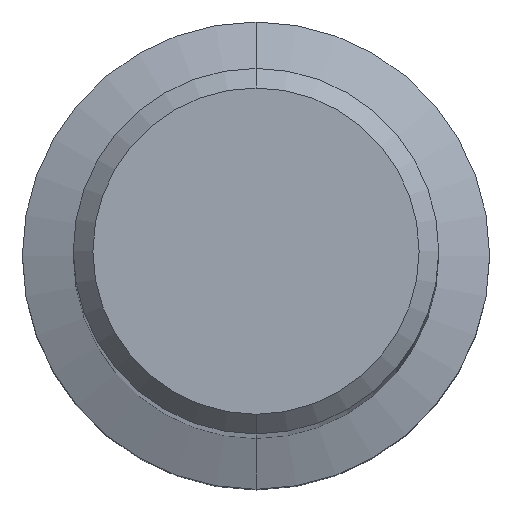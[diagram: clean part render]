
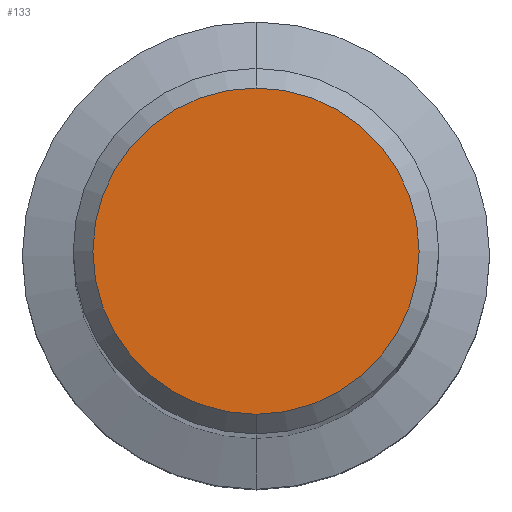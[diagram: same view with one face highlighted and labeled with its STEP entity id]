
A CAD part, top view. The second image highlights one B-rep face of the part: STEP entity #133.
In plain terms, the highlighted planar face has unit normal (0, 0, 1).
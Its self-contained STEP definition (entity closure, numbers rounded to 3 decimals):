
#129=EDGE_CURVE('',#225,#285,#329,.T.);
#133=ADVANCED_FACE('',(#333),#334,.T.);
#225=VERTEX_POINT('',#441);
#267=EDGE_CURVE('',#285,#225,#488,.T.);
#285=VERTEX_POINT('',#508);
#329=CIRCLE('',#545,6.65);
#333=FACE_OUTER_BOUND('',#550,.T.);
#334=PLANE('',#551);
#441=CARTESIAN_POINT('',(0.0,6.65,0.0));
#488=CIRCLE('',#750,6.65);
#508=CARTESIAN_POINT('',(0.,-6.65,0.0));
#545=AXIS2_PLACEMENT_3D('',#807,#808,#809);
#550=EDGE_LOOP('',(#814,#815));
#551=AXIS2_PLACEMENT_3D('',#816,#817,#818);
#750=AXIS2_PLACEMENT_3D('',#1026,#1027,#1028);
#807=CARTESIAN_POINT('',(0.0,0.0,0.0));
#808=DIRECTION('',(0.0,0.0,-1.0));
#809=DIRECTION('',(0.0,1.0,0.0));
#814=ORIENTED_EDGE('',*,*,#129,.F.);
#815=ORIENTED_EDGE('',*,*,#267,.F.);
#816=CARTESIAN_POINT('',(0.0,3.325,0.0));
#817=DIRECTION('',(-0.0,0.0,1.0));
#818=DIRECTION('',(0.0,-1.0,0.0));
#1026=CARTESIAN_POINT('',(0.0,0.0,0.0));
#1027=DIRECTION('',(0.0,0.0,-1.0));
#1028=DIRECTION('',(0.0,1.0,0.0));
